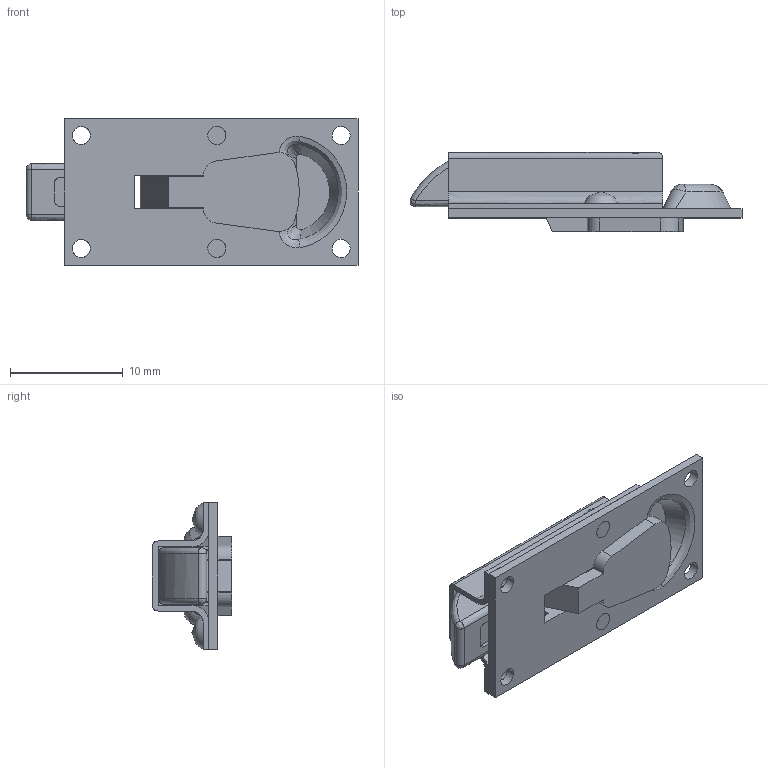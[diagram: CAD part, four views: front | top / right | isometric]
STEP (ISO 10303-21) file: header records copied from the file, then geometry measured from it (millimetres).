
FILE_DESCRIPTION((''),'2;1');
FILE_NAME('','2005-07-15T14:33:18',(''),(''),'','CADfix','');
FILE_SCHEMA(('AUTOMOTIVE_DESIGN'));
Length unit declared in the file: millimetre
Products named in the file (7): rivet; latch; shaft; lever; housing; base; TL_15E_18184_36
Assembly tree (7 placements, depth 2):
  TL_15E_18184_36
    rivet  x2
    latch
    shaft
    lever
    housing
    base
Bounding box: 29.4 x 7 x 13 mm (x, y, z)
Volume: 767.4 mm3; surface area: 2208.5 mm2
Topology: 7 solids, 7 shells, 192 faces, 554 edges, 380 vertices
Faces by surface type: bspline 192
Entity records: 7181 total; most frequent: CARTESIAN_POINT 3953, ORIENTED_EDGE 1084, EDGE_CURVE 542, VERTEX_POINT 370, QUASI_UNIFORM_CURVE 283, EDGE_LOOP 222, FACE_OUTER_BOUND 187, ADVANCED_FACE 187
